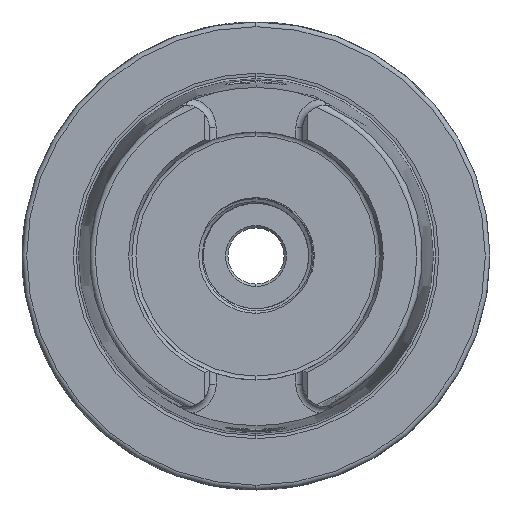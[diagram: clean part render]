
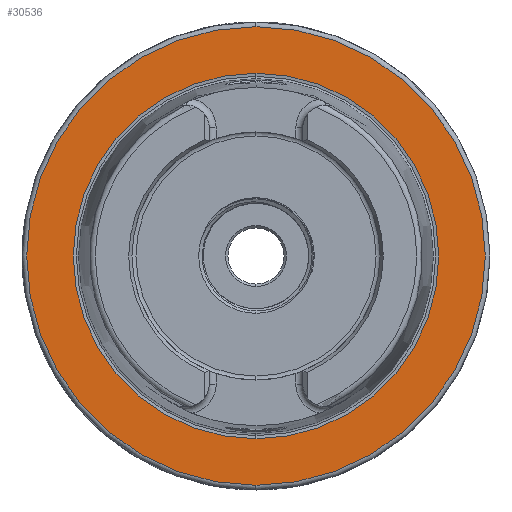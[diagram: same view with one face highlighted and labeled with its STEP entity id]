
A CAD part, left-side view. The second image highlights one B-rep face of the part: STEP entity #30536.
In plain terms, the highlighted planar face has unit normal (-1, 0, 0).
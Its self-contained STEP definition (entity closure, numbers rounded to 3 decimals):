
#563 = EDGE_CURVE ( 'NONE', #25982, #25925, #14093, .T. ) ;
#1494 = EDGE_CURVE ( 'NONE', #25925, #25982, #14225, .T. ) ;
#1503 = EDGE_CURVE ( 'NONE', #26025, #26018, #14283, .T. ) ;
#3099 = CARTESIAN_POINT ( 'NONE',  ( 0., 0., 0. ) ) ;
#3105 = DIRECTION ( 'NONE',  ( 0., 0., 1. ) ) ;
#3143 = DIRECTION ( 'NONE',  ( -1., 0., 0. ) ) ;
#5003 = EDGE_CURVE ( 'NONE', #26018, #26025, #14356, .T. ) ;
#8801 = PLANE ( 'NONE',  #29722 ) ;
#8807 = CARTESIAN_POINT ( 'NONE',  ( 0., 39.054, 0. ) ) ;
#8822 = DIRECTION ( 'NONE',  ( 0., 0., 1. ) ) ;
#8828 = DIRECTION ( 'NONE',  ( -1., 0., 0. ) ) ;
#13160 = DIRECTION ( 'NONE',  ( 0., 0., -1. ) ) ;
#13189 = CARTESIAN_POINT ( 'NONE',  ( 0., 0., 0. ) ) ;
#13193 = DIRECTION ( 'NONE',  ( 1., 0., 0. ) ) ;
#13574 = DIRECTION ( 'NONE',  ( 0., 0., 1. ) ) ;
#13583 = CARTESIAN_POINT ( 'NONE',  ( 0., 0., 0. ) ) ;
#13605 = DIRECTION ( 'NONE',  ( -1., 0., 0. ) ) ;
#13643 = DIRECTION ( 'NONE',  ( 1., 0., 0. ) ) ;
#13658 = CARTESIAN_POINT ( 'NONE',  ( 0., 0., 0. ) ) ;
#13663 = DIRECTION ( 'NONE',  ( 0., 0., -1. ) ) ;
#14093 = CIRCLE ( 'NONE', #30089, 49. ) ;
#14225 = CIRCLE ( 'NONE', #30157, 49. ) ;
#14283 = CIRCLE ( 'NONE', #30175, 39.054 ) ;
#14356 = CIRCLE ( 'NONE', #30191, 39.054 ) ;
#17333 = CARTESIAN_POINT ( 'NONE',  ( 0., 0., -49. ) ) ;
#17392 = CARTESIAN_POINT ( 'NONE',  ( 0., 0., -39.054 ) ) ;
#17396 = CARTESIAN_POINT ( 'NONE',  ( 0., 0., 39.054 ) ) ;
#17402 = CARTESIAN_POINT ( 'NONE',  ( 0., 0., 49. ) ) ;
#18962 = FACE_BOUND ( 'NONE', #32614, .T. ) ;
#18993 = FACE_OUTER_BOUND ( 'NONE', #32623, .T. ) ;
#25802 = ORIENTED_EDGE ( 'NONE', *, *, #1503, .T. ) ;
#25807 = ORIENTED_EDGE ( 'NONE', *, *, #563, .T. ) ;
#25827 = ORIENTED_EDGE ( 'NONE', *, *, #5003, .T. ) ;
#25830 = ORIENTED_EDGE ( 'NONE', *, *, #1494, .T. ) ;
#25925 = VERTEX_POINT ( 'NONE', #17333 ) ;
#25982 = VERTEX_POINT ( 'NONE', #17402 ) ;
#26018 = VERTEX_POINT ( 'NONE', #17396 ) ;
#26025 = VERTEX_POINT ( 'NONE', #17392 ) ;
#29722 = AXIS2_PLACEMENT_3D ( 'NONE', #8807, #8828, #8822 ) ;
#30089 = AXIS2_PLACEMENT_3D ( 'NONE', #3099, #3143, #3105 ) ;
#30157 = AXIS2_PLACEMENT_3D ( 'NONE', #13583, #13605, #13574 ) ;
#30175 = AXIS2_PLACEMENT_3D ( 'NONE', #13658, #13643, #13663 ) ;
#30191 = AXIS2_PLACEMENT_3D ( 'NONE', #13189, #13193, #13160 ) ;
#30536 = ADVANCED_FACE ( 'NONE', ( #18993, #18962 ), #8801, .T. ) ;
#32614 = EDGE_LOOP ( 'NONE', ( #25827, #25802 ) ) ;
#32623 = EDGE_LOOP ( 'NONE', ( #25807, #25830 ) ) ;
